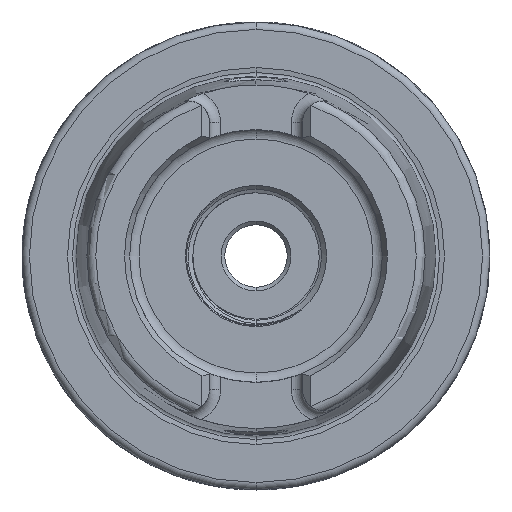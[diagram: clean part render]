
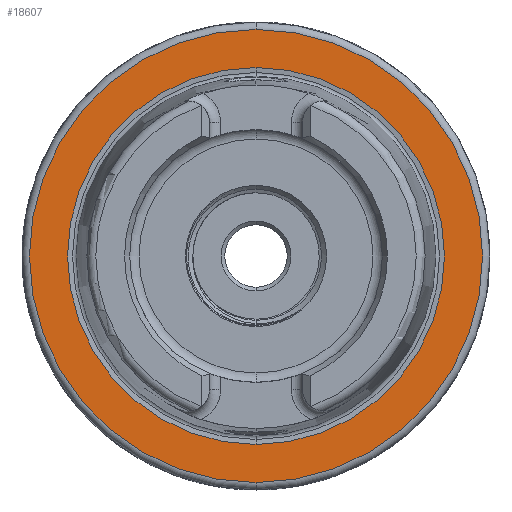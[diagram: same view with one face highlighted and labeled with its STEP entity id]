
A CAD part, left-side view. The second image highlights one B-rep face of the part: STEP entity #18607.
In plain terms, the highlighted planar face has unit normal (-1, 0, 0).
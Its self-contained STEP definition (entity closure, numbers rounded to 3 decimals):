
#1005 = DIRECTION ( 'NONE',  ( 1., 0., 0. ) ) ;
#1019 = CARTESIAN_POINT ( 'NONE',  ( 0., 0., 0. ) ) ;
#1022 = DIRECTION ( 'NONE',  ( 0., 0., -1. ) ) ;
#4995 = DIRECTION ( 'NONE',  ( 0., 0., 1. ) ) ;
#5015 = CARTESIAN_POINT ( 'NONE',  ( 0., 0., 0. ) ) ;
#5033 = DIRECTION ( 'NONE',  ( -1., 0., 0. ) ) ;
#5149 = CARTESIAN_POINT ( 'NONE',  ( 0., 0., 0. ) ) ;
#5275 = DIRECTION ( 'NONE',  ( 1., 0., 0. ) ) ;
#5568 = DIRECTION ( 'NONE',  ( 0., 0., -1. ) ) ;
#13998 = FACE_OUTER_BOUND ( 'NONE', #20475, .T. ) ;
#14015 = FACE_BOUND ( 'NONE', #20470, .T. ) ;
#14269 = VERTEX_POINT ( 'NONE', #21794 ) ;
#14287 = VERTEX_POINT ( 'NONE', #21874 ) ;
#14389 = AXIS2_PLACEMENT_3D ( 'NONE', #16979, #16951, #16992 ) ;
#14437 = AXIS2_PLACEMENT_3D ( 'NONE', #1019, #1005, #1022 ) ;
#14541 = AXIS2_PLACEMENT_3D ( 'NONE', #5149, #5275, #5568 ) ;
#14561 = AXIS2_PLACEMENT_3D ( 'NONE', #5015, #5033, #4995 ) ;
#14680 = AXIS2_PLACEMENT_3D ( 'NONE', #26956, #26939, #26953 ) ;
#15966 = VERTEX_POINT ( 'NONE', #21883 ) ;
#15998 = VERTEX_POINT ( 'NONE', #21938 ) ;
#16951 = DIRECTION ( 'NONE',  ( -1., 0., 0. ) ) ;
#16979 = CARTESIAN_POINT ( 'NONE',  ( 0., 25.369, 0. ) ) ;
#16981 = PLANE ( 'NONE',  #14389 ) ;
#16992 = DIRECTION ( 'NONE',  ( 0., 0., 1. ) ) ;
#18607 = ADVANCED_FACE ( 'NONE', ( #13998, #14015 ), #16981, .T. ) ;
#18899 = EDGE_CURVE ( 'NONE', #15998, #15966, #19536, .T. ) ;
#19365 = CIRCLE ( 'NONE', #14680, 30.5 ) ;
#19536 = CIRCLE ( 'NONE', #14437, 25.369 ) ;
#19928 = CIRCLE ( 'NONE', #14561, 30.5 ) ;
#19956 = CIRCLE ( 'NONE', #14541, 25.369 ) ;
#20470 = EDGE_LOOP ( 'NONE', ( #28876, #28893 ) ) ;
#20475 = EDGE_LOOP ( 'NONE', ( #28890, #28874 ) ) ;
#21794 = CARTESIAN_POINT ( 'NONE',  ( 0., 0., -30.5 ) ) ;
#21874 = CARTESIAN_POINT ( 'NONE',  ( 0., 0., 30.5 ) ) ;
#21883 = CARTESIAN_POINT ( 'NONE',  ( 0., 0., -25.369 ) ) ;
#21938 = CARTESIAN_POINT ( 'NONE',  ( 0., 0., 25.369 ) ) ;
#22414 = EDGE_CURVE ( 'NONE', #14269, #14287, #19928, .T. ) ;
#22419 = EDGE_CURVE ( 'NONE', #15966, #15998, #19956, .T. ) ;
#22889 = EDGE_CURVE ( 'NONE', #14287, #14269, #19365, .T. ) ;
#26939 = DIRECTION ( 'NONE',  ( -1., 0., 0. ) ) ;
#26953 = DIRECTION ( 'NONE',  ( 0., 0., 1. ) ) ;
#26956 = CARTESIAN_POINT ( 'NONE',  ( 0., 0., 0. ) ) ;
#28874 = ORIENTED_EDGE ( 'NONE', *, *, #22414, .T. ) ;
#28876 = ORIENTED_EDGE ( 'NONE', *, *, #18899, .T. ) ;
#28890 = ORIENTED_EDGE ( 'NONE', *, *, #22889, .T. ) ;
#28893 = ORIENTED_EDGE ( 'NONE', *, *, #22419, .T. ) ;
